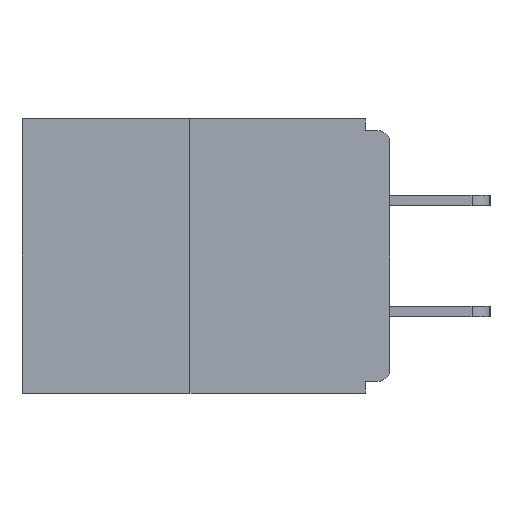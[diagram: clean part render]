
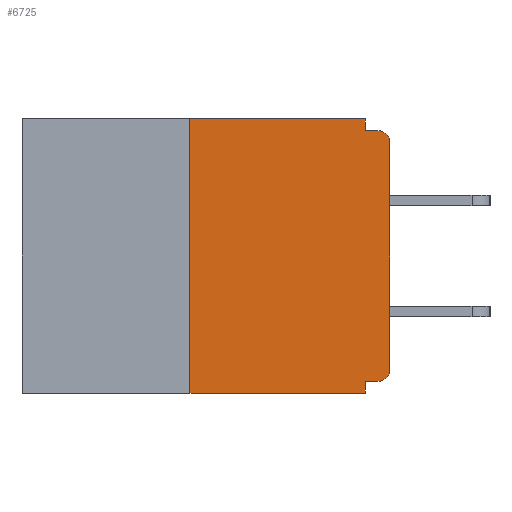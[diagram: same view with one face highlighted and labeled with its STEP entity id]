
A CAD part, left-side view. The second image highlights one B-rep face of the part: STEP entity #6725.
In plain terms, the highlighted planar face has unit normal (-1, 0, 0).
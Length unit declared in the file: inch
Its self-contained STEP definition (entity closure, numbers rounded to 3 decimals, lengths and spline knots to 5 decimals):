
#181 = EDGE_CURVE ( 'NONE', #3636, #5760, #2685, .T. ) ;
#248 = VERTEX_POINT ( 'NONE', #1880 ) ;
#249 = CARTESIAN_POINT ( 'NONE',  ( 0., 0.031, 0. ) ) ;
#425 = CARTESIAN_POINT ( 'NONE',  ( 0., 0.46, 0. ) ) ;
#530 = FACE_OUTER_BOUND ( 'NONE', #853, .T. ) ;
#555 = VERTEX_POINT ( 'NONE', #5678 ) ;
#851 = DIRECTION ( 'NONE',  ( 0., -1., 0. ) ) ;
#853 = EDGE_LOOP ( 'NONE', ( #2145, #2335, #10506, #4374, #2846, #3754, #7007, #11011, #4958, #2028 ) ) ;
#1227 = VERTEX_POINT ( 'NONE', #2845 ) ;
#1350 = DIRECTION ( 'NONE',  ( 0., 1., 0. ) ) ;
#1388 = DIRECTION ( 'NONE',  ( -1., 0., 0. ) ) ;
#1437 = DIRECTION ( 'NONE',  ( 0., 0., -1. ) ) ;
#1609 = DIRECTION ( 'NONE',  ( 0., -1., 0. ) ) ;
#1880 = CARTESIAN_POINT ( 'NONE',  ( 0., 0.031, -0.328 ) ) ;
#2028 = ORIENTED_EDGE ( 'NONE', *, *, #181, .F. ) ;
#2043 = VECTOR ( 'NONE', #1350, 39.37008 ) ;
#2145 = ORIENTED_EDGE ( 'NONE', *, *, #9595, .F. ) ;
#2172 = CARTESIAN_POINT ( 'NONE',  ( 0., 0.015, -0.015 ) ) ;
#2335 = ORIENTED_EDGE ( 'NONE', *, *, #12907, .F. ) ;
#2401 = CARTESIAN_POINT ( 'NONE',  ( 0., 0.015, -0.03 ) ) ;
#2679 = CARTESIAN_POINT ( 'NONE',  ( 0., 0.031, 0. ) ) ;
#2685 = LINE ( 'NONE', #2679, #12727 ) ;
#2845 = CARTESIAN_POINT ( 'NONE',  ( 0., 0., -0.03 ) ) ;
#2846 = ORIENTED_EDGE ( 'NONE', *, *, #5497, .F. ) ;
#2948 = DIRECTION ( 'NONE',  ( 0., -1., 0. ) ) ;
#3033 = VERTEX_POINT ( 'NONE', #9649 ) ;
#3085 = VECTOR ( 'NONE', #2948, 39.37008 ) ;
#3362 = EDGE_CURVE ( 'NONE', #5760, #11367, #9011, .T. ) ;
#3636 = VERTEX_POINT ( 'NONE', #249 ) ;
#3754 = ORIENTED_EDGE ( 'NONE', *, *, #11658, .T. ) ;
#3780 = DIRECTION ( 'NONE',  ( 0., 0., -1. ) ) ;
#3946 = LINE ( 'NONE', #7900, #9216 ) ;
#3981 = LINE ( 'NONE', #10499, #11096 ) ;
#4324 = DIRECTION ( 'NONE',  ( -1., 0., 0. ) ) ;
#4374 = ORIENTED_EDGE ( 'NONE', *, *, #5862, .F. ) ;
#4727 = VERTEX_POINT ( 'NONE', #4882 ) ;
#4882 = CARTESIAN_POINT ( 'NONE',  ( 0., 0.015, -0.328 ) ) ;
#4958 = ORIENTED_EDGE ( 'NONE', *, *, #3362, .F. ) ;
#5086 = VECTOR ( 'NONE', #6752, 39.37008 ) ;
#5335 = DIRECTION ( 'NONE',  ( 0., 0., -1. ) ) ;
#5497 = EDGE_CURVE ( 'NONE', #4727, #248, #6132, .T. ) ;
#5514 = CARTESIAN_POINT ( 'NONE',  ( 0., 0.25, -0.343 ) ) ;
#5620 = DIRECTION ( 'NONE',  ( 0., 0., -1. ) ) ;
#5678 = CARTESIAN_POINT ( 'NONE',  ( 0., 0., -0.313 ) ) ;
#5750 = PLANE ( 'NONE',  #11311 ) ;
#5760 = VERTEX_POINT ( 'NONE', #12364 ) ;
#5862 = EDGE_CURVE ( 'NONE', #248, #9483, #3981, .T. ) ;
#6132 = LINE ( 'NONE', #8804, #2043 ) ;
#6488 = VECTOR ( 'NONE', #8260, 39.37008 ) ;
#6554 = CARTESIAN_POINT ( 'NONE',  ( 0., 0., 0. ) ) ;
#6725 = ADVANCED_FACE ( 'NONE', ( #530 ), #5750, .F. ) ;
#6752 = DIRECTION ( 'NONE',  ( 0., 0., 1. ) ) ;
#6795 = DIRECTION ( 'NONE',  ( 0., 0., -1. ) ) ;
#7007 = ORIENTED_EDGE ( 'NONE', *, *, #7711, .T. ) ;
#7013 = CIRCLE ( 'NONE', #8504, 0.015 ) ;
#7143 = VERTEX_POINT ( 'NONE', #5514 ) ;
#7434 = CARTESIAN_POINT ( 'NONE',  ( 0., 0.015, -0.313 ) ) ;
#7612 = LINE ( 'NONE', #11355, #12712 ) ;
#7711 = EDGE_CURVE ( 'NONE', #555, #1227, #9879, .T. ) ;
#7900 = CARTESIAN_POINT ( 'NONE',  ( 0., 0.46, -0.343 ) ) ;
#8260 = DIRECTION ( 'NONE',  ( 0., 0., 1. ) ) ;
#8352 = CARTESIAN_POINT ( 'NONE',  ( 0., 0.25, 0. ) ) ;
#8504 = AXIS2_PLACEMENT_3D ( 'NONE', #7434, #4324, #1437 ) ;
#8804 = CARTESIAN_POINT ( 'NONE',  ( 0., 0., -0.328 ) ) ;
#8877 = DIRECTION ( 'NONE',  ( 1., 0., 0. ) ) ;
#8972 = CARTESIAN_POINT ( 'NONE',  ( 0., 0., -0.015 ) ) ;
#9011 = LINE ( 'NONE', #8972, #3085 ) ;
#9216 = VECTOR ( 'NONE', #1609, 39.37008 ) ;
#9483 = VERTEX_POINT ( 'NONE', #11315 ) ;
#9566 = AXIS2_PLACEMENT_3D ( 'NONE', #2401, #1388, #5620 ) ;
#9595 = EDGE_CURVE ( 'NONE', #3033, #3636, #7612, .T. ) ;
#9649 = CARTESIAN_POINT ( 'NONE',  ( 0., 0.25, 0. ) ) ;
#9879 = LINE ( 'NONE', #6554, #5086 ) ;
#10261 = EDGE_CURVE ( 'NONE', #7143, #9483, #3946, .T. ) ;
#10499 = CARTESIAN_POINT ( 'NONE',  ( 0., 0.031, -0.343 ) ) ;
#10506 = ORIENTED_EDGE ( 'NONE', *, *, #10261, .T. ) ;
#11011 = ORIENTED_EDGE ( 'NONE', *, *, #11747, .T. ) ;
#11096 = VECTOR ( 'NONE', #5335, 39.37008 ) ;
#11311 = AXIS2_PLACEMENT_3D ( 'NONE', #425, #8877, #6795 ) ;
#11315 = CARTESIAN_POINT ( 'NONE',  ( 0., 0.031, -0.343 ) ) ;
#11355 = CARTESIAN_POINT ( 'NONE',  ( 0., 0.46, 0. ) ) ;
#11367 = VERTEX_POINT ( 'NONE', #2172 ) ;
#11658 = EDGE_CURVE ( 'NONE', #4727, #555, #7013, .T. ) ;
#11747 = EDGE_CURVE ( 'NONE', #1227, #11367, #12326, .T. ) ;
#12326 = CIRCLE ( 'NONE', #9566, 0.015 ) ;
#12364 = CARTESIAN_POINT ( 'NONE',  ( 0., 0.031, -0.015 ) ) ;
#12468 = LINE ( 'NONE', #8352, #6488 ) ;
#12712 = VECTOR ( 'NONE', #851, 39.37008 ) ;
#12727 = VECTOR ( 'NONE', #3780, 39.37008 ) ;
#12907 = EDGE_CURVE ( 'NONE', #7143, #3033, #12468, .T. ) ;
